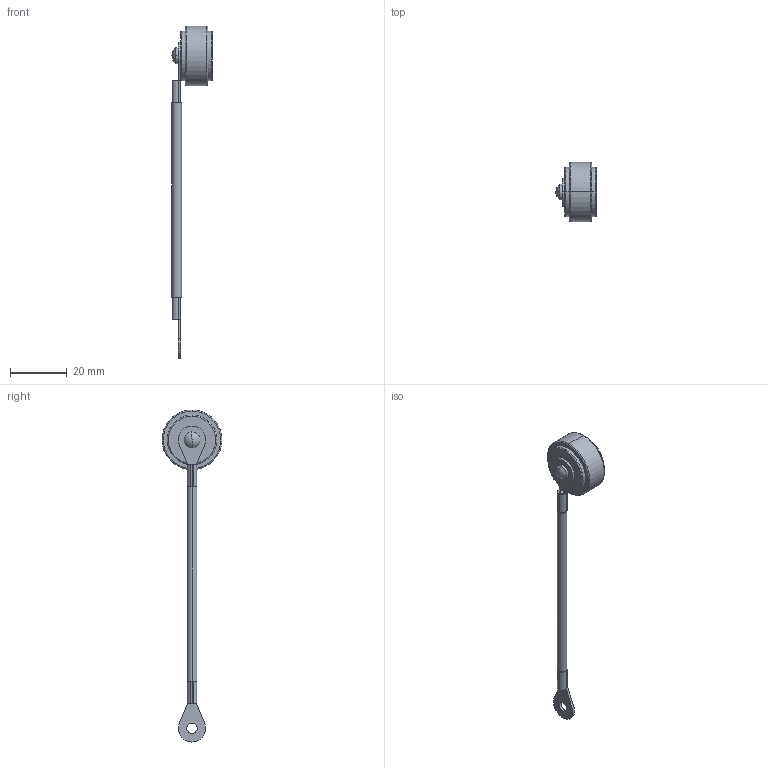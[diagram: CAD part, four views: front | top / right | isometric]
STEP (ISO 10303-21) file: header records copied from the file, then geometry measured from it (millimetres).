
FILE_DESCRIPTION (( 'STEP AP214' ), '1' );
FILE_NAME ('M39012_25-0111.STEP', '2015-12-21T18:28:29', ( '' ), ( '' ), 'SwSTEP 2.0', 'SolidWorks 2015', '' );
FILE_SCHEMA (( 'AUTOMOTIVE_DESIGN' ));
Length unit declared in the file: inch
Products named in the file (1): M39012_25-0111
Bounding box: 14.24 x 21.01 x 116.93 mm (x, y, z)
Volume: 2998.7 mm3; surface area: 3136.4 mm2
Topology: 3 solids, 3 shells, 79 faces, 176 edges, 109 vertices
Faces by surface type: cylinder 34, plane 31, torus 8, cone 4, sphere 2
Entity records: 3280 total; most frequent: DIRECTION 426, CARTESIAN_POINT 365, ORIENTED_EDGE 352, EDGE_CURVE 176, AXIS2_PLACEMENT_3D 170, VERTEX_POINT 109, CIRCLE 90, EDGE_LOOP 87
